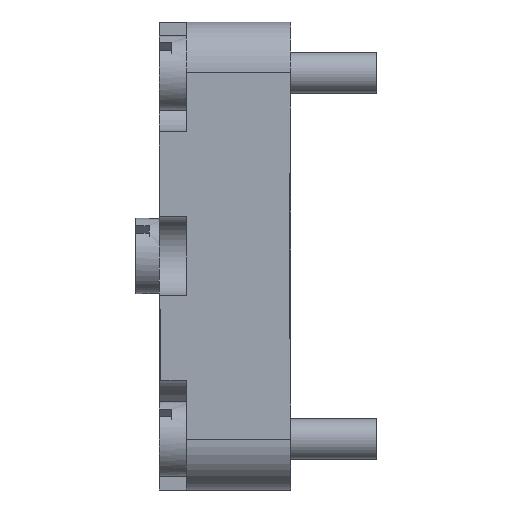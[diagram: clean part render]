
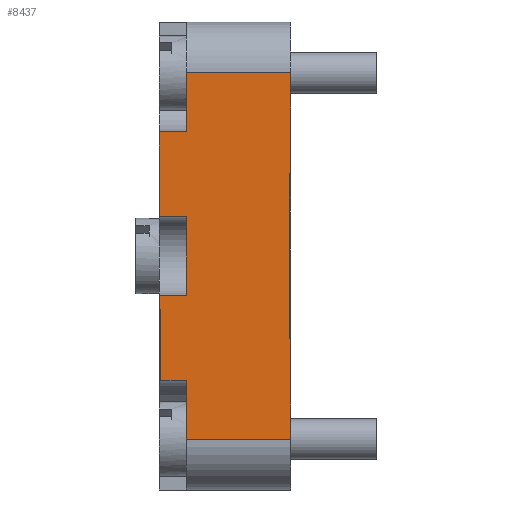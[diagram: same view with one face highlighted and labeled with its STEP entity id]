
A CAD part, left-side view. The second image highlights one B-rep face of the part: STEP entity #8437.
In plain terms, the highlighted free-form (B-spline) face has degree [1, 1] with [2, 2] control points.
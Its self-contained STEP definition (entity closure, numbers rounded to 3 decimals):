
#7872=CARTESIAN_POINT('V66',(-42.5,7.7,
   -13.5));
#7873=VERTEX_POINT('V66',#7872);
#7896=CARTESIAN_POINT('V67',(-42.5,0.,
   -13.5));
#7897=VERTEX_POINT('V67',#7896);
#7911=CARTESIAN_POINT('E80',(-42.5,0.,
   -13.5));
#7912=CARTESIAN_POINT('E80',(-42.5,7.7,
   -13.5));
#7913=B_SPLINE_CURVE_WITH_KNOTS('E80',1,(#7911,#7912),
   .POLYLINE_FORM.,.F.,.U.,(2,2),(0.0,0.794),
   .UNSPECIFIED.);
#7914=EDGE_CURVE('E80',#7897,#7873,#7913,.T.);
#7924=CARTESIAN_POINT('V60',(-42.5,7.7,
   -2.9));
#7925=VERTEX_POINT('V60',#7924);
#7926=CARTESIAN_POINT('V59',(-42.5,7.7,
   2.9));
#7927=VERTEX_POINT('V59',#7926);
#7943=CARTESIAN_POINT('E73',(-42.5,7.7,
   2.9));
#7944=CARTESIAN_POINT('E73',(-42.5,7.7,
   -2.9));
#7945=QUASI_UNIFORM_CURVE('E73',1,(#7943,#7944),.POLYLINE_FORM.,.F.,
   .U.);
#7946=EDGE_CURVE('E73',#7927,#7925,#7945,.T.);
#7969=CARTESIAN_POINT('V61',(-42.5,9.7,
   -2.9));
#7970=VERTEX_POINT('V61',#7969);
#7971=CARTESIAN_POINT('E74',(-42.5,7.7,
   -2.9));
#7972=CARTESIAN_POINT('E74',(-42.5,9.7,
   -2.9));
#7973=QUASI_UNIFORM_CURVE('E74',1,(#7971,#7972),.POLYLINE_FORM.,.F.,
   .U.);
#7974=EDGE_CURVE('E74',#7925,#7970,#7973,.T.);
#7977=CARTESIAN_POINT('V58',(-42.5,9.7,
   2.9));
#7978=VERTEX_POINT('V58',#7977);
#7979=CARTESIAN_POINT('E72',(-42.5,9.7,
   2.9));
#7980=CARTESIAN_POINT('E72',(-42.5,7.7,
   2.9));
#7981=QUASI_UNIFORM_CURVE('E72',1,(#7979,#7980),.POLYLINE_FORM.,.F.,
   .U.);
#7982=EDGE_CURVE('E72',#7978,#7927,#7981,.T.);
#8237=CARTESIAN_POINT('V55',(-42.5,7.7,
   13.5));
#8238=VERTEX_POINT('V55',#8237);
#8239=CARTESIAN_POINT('V56',(-42.5,7.7,
   9.15));
#8240=VERTEX_POINT('V56',#8239);
#8241=CARTESIAN_POINT('E69',(-42.5,7.7,
   13.5));
#8242=CARTESIAN_POINT('E69',(-42.5,7.7,
   9.15));
#8243=QUASI_UNIFORM_CURVE('E69',1,(#8241,#8242),.POLYLINE_FORM.,.F.,
   .U.);
#8244=EDGE_CURVE('E69',#8238,#8240,#8243,.T.);
#8316=CARTESIAN_POINT('V54',(-42.5,0.,
   13.5));
#8317=VERTEX_POINT('V54',#8316);
#8318=CARTESIAN_POINT('E68',(-42.5,0.,
   13.5));
#8319=CARTESIAN_POINT('E68',(-42.5,7.7,
   13.5));
#8320=B_SPLINE_CURVE_WITH_KNOTS('E68',1,(#8318,#8319),
   .POLYLINE_FORM.,.F.,.U.,(2,2),(0.0,0.794),
   .UNSPECIFIED.);
#8321=EDGE_CURVE('E68',#8317,#8238,#8320,.T.);
#8346=CARTESIAN_POINT('F18',(-42.5,9.7,
   13.5));
#8347=CARTESIAN_POINT('F18',(-42.5,9.7,
   -13.5));
#8348=CARTESIAN_POINT('F18',(-42.5,0.,
   13.5));
#8349=CARTESIAN_POINT('F18',(-42.5,0.,
   -13.5));
#8350=B_SPLINE_SURFACE_WITH_KNOTS('F18',1,1,((#8346,#8348),(#8347,
   #8349)),.PLANE_SURF.,.F.,.F.,.U.,(2,2),(2,2),(0.0,
   2.784),(0.0,1.0),.UNSPECIFIED.);
#8351=CARTESIAN_POINT('V51',(-42.5,0.1,
   -6.1));
#8352=VERTEX_POINT('V51',#8351);
#8353=CARTESIAN_POINT('V52',(-42.5,0.1,
   6.1));
#8354=VERTEX_POINT('V52',#8353);
#8355=CARTESIAN_POINT('E65',(-42.5,0.1,
   -6.1));
#8356=CARTESIAN_POINT('E65',(-42.5,0.1,
   6.1));
#8357=B_SPLINE_CURVE_WITH_KNOTS('E65',1,(#8355,#8356),
   .POLYLINE_FORM.,.F.,.U.,(2,2),(0.0,122.0),.UNSPECIFIED.);
#8358=EDGE_CURVE('E65',#8352,#8354,#8357,.T.);
#8359=ORIENTED_EDGE('E65',*,*,#8358,.T.);
#8360=CARTESIAN_POINT('V53',(-42.5,0.0,
   6.1));
#8361=VERTEX_POINT('V53',#8360);
#8362=CARTESIAN_POINT('E66',(-42.5,0.1,
   6.1));
#8363=CARTESIAN_POINT('E66',(-42.5,0.,
   6.1));
#8364=QUASI_UNIFORM_CURVE('E66',1,(#8362,#8363),.POLYLINE_FORM.,.F.,
   .U.);
#8365=EDGE_CURVE('E66',#8354,#8361,#8364,.T.);
#8366=ORIENTED_EDGE('E66',*,*,#8365,.T.);
#8367=CARTESIAN_POINT('E67',(-42.5,0.,
   13.5));
#8368=CARTESIAN_POINT('E67',(-42.5,0.,
   6.1));
#8369=B_SPLINE_CURVE_WITH_KNOTS('E67',1,(#8367,#8368),
   .POLYLINE_FORM.,.F.,.U.,(2,2),(0.0,0.274),
   .UNSPECIFIED.);
#8370=EDGE_CURVE('E67',#8317,#8361,#8369,.T.);
#8371=ORIENTED_EDGE('E67',*,*,#8370,.F.);
#8372=ORIENTED_EDGE('E68',*,*,#8321,.T.);
#8373=ORIENTED_EDGE('E69',*,*,#8244,.T.);
#8374=CARTESIAN_POINT('V57',(-42.5,9.7,
   9.15));
#8375=VERTEX_POINT('V57',#8374);
#8376=CARTESIAN_POINT('E70',(-42.5,7.7,
   9.15));
#8377=CARTESIAN_POINT('E70',(-42.5,9.7,
   9.15));
#8378=QUASI_UNIFORM_CURVE('E70',1,(#8376,#8377),.POLYLINE_FORM.,.F.,
   .U.);
#8379=EDGE_CURVE('E70',#8240,#8375,#8378,.T.);
#8380=ORIENTED_EDGE('E70',*,*,#8379,.T.);
#8381=CARTESIAN_POINT('E71',(-42.5,9.7,
   2.9));
#8382=CARTESIAN_POINT('E71',(-42.5,9.7,
   9.15));
#8383=B_SPLINE_CURVE_WITH_KNOTS('E71',1,(#8381,#8382),
   .POLYLINE_FORM.,.F.,.U.,(2,2),(0.607,
   0.839),.UNSPECIFIED.);
#8384=EDGE_CURVE('E71',#7978,#8375,#8383,.T.);
#8385=ORIENTED_EDGE('E71',*,*,#8384,.F.);
#8386=ORIENTED_EDGE('E72',*,*,#7982,.T.);
#8387=ORIENTED_EDGE('F107',*,*,#7946,.T.);
#8388=ORIENTED_EDGE('E74',*,*,#7974,.T.);
#8389=CARTESIAN_POINT('V62',(-42.5,9.7,
   -3.95));
#8390=VERTEX_POINT('V62',#8389);
#8391=CARTESIAN_POINT('E75',(-42.5,9.7,
   -3.95));
#8392=CARTESIAN_POINT('E75',(-42.5,9.7,
   -2.9));
#8393=B_SPLINE_CURVE_WITH_KNOTS('E75',1,(#8391,#8392),
   .POLYLINE_FORM.,.F.,.U.,(2,2),(0.354,
   0.393),.UNSPECIFIED.);
#8394=EDGE_CURVE('E75',#8390,#7970,#8393,.T.);
#8395=ORIENTED_EDGE('E75',*,*,#8394,.F.);
#8396=CARTESIAN_POINT('V63',(-42.5,9.6,
   -3.95));
#8397=VERTEX_POINT('V63',#8396);
#8398=CARTESIAN_POINT('E76',(-42.5,9.7,
   -3.95));
#8399=CARTESIAN_POINT('E76',(-42.5,9.6,
   -3.95));
#8400=QUASI_UNIFORM_CURVE('E76',1,(#8398,#8399),.POLYLINE_FORM.,.F.,
   .U.);
#8401=EDGE_CURVE('E76',#8390,#8397,#8400,.T.);
#8402=ORIENTED_EDGE('E76',*,*,#8401,.T.);
#8403=CARTESIAN_POINT('V64',(-42.5,9.6,
   -9.15));
#8404=VERTEX_POINT('V64',#8403);
#8405=CARTESIAN_POINT('E77',(-42.5,9.6,
   -3.95));
#8406=CARTESIAN_POINT('E77',(-42.5,9.6,
   -9.15));
#8407=B_SPLINE_CURVE_WITH_KNOTS('E77',1,(#8405,#8406),
   .POLYLINE_FORM.,.F.,.U.,(2,2),(3.,55.0),
   .UNSPECIFIED.);
#8408=EDGE_CURVE('E77',#8397,#8404,#8407,.T.);
#8409=ORIENTED_EDGE('E77',*,*,#8408,.T.);
#8410=CARTESIAN_POINT('V65',(-42.5,7.7,
   -9.15));
#8411=VERTEX_POINT('V65',#8410);
#8412=CARTESIAN_POINT('E78',(-42.5,9.6,
   -9.15));
#8413=CARTESIAN_POINT('E78',(-42.5,7.7,
   -9.15));
#8414=B_SPLINE_CURVE_WITH_KNOTS('E78',1,(#8412,#8413),
   .POLYLINE_FORM.,.F.,.U.,(2,2),(0.05,1.0),
   .UNSPECIFIED.);
#8415=EDGE_CURVE('E78',#8404,#8411,#8414,.T.);
#8416=ORIENTED_EDGE('E78',*,*,#8415,.T.);
#8417=CARTESIAN_POINT('E79',(-42.5,7.7,
   -9.15));
#8418=CARTESIAN_POINT('E79',(-42.5,7.7,
   -13.5));
#8419=QUASI_UNIFORM_CURVE('E79',1,(#8417,#8418),.POLYLINE_FORM.,.F.,
   .U.);
#8420=EDGE_CURVE('E79',#8411,#7873,#8419,.T.);
#8421=ORIENTED_EDGE('E79',*,*,#8420,.T.);
#8422=ORIENTED_EDGE('F103',*,*,#7914,.F.);
#8423=CARTESIAN_POINT('V68',(-42.5,0.0,
   -6.1));
#8424=VERTEX_POINT('V68',#8423);
#8425=CARTESIAN_POINT('E81',(-42.5,0.,
   -6.1));
#8426=CARTESIAN_POINT('E81',(-42.5,0.,
   -13.5));
#8427=B_SPLINE_CURVE_WITH_KNOTS('E81',1,(#8425,#8426),
   .POLYLINE_FORM.,.F.,.U.,(2,2),(0.726,1.0),
   .UNSPECIFIED.);
#8428=EDGE_CURVE('E81',#8424,#7897,#8427,.T.);
#8429=ORIENTED_EDGE('E81',*,*,#8428,.F.);
#8430=CARTESIAN_POINT('E82',(-42.5,0.,
   -6.1));
#8431=CARTESIAN_POINT('E82',(-42.5,0.1,
   -6.1));
#8432=QUASI_UNIFORM_CURVE('E82',1,(#8430,#8431),.POLYLINE_FORM.,.F.,
   .U.);
#8433=EDGE_CURVE('E82',#8424,#8352,#8432,.T.);
#8434=ORIENTED_EDGE('E82',*,*,#8433,.T.);
#8435=EDGE_LOOP('F18',(#8359,#8366,#8371,#8372,#8373,#8380,#8385,
   #8386,#8387,#8388,#8395,#8402,#8409,#8416,#8421,#8422,#8429,#8434)
   );
#8436=FACE_OUTER_BOUND('F18',#8435,.T.);
#8437=ADVANCED_FACE('F18',(#8436),#8350,.T.);
